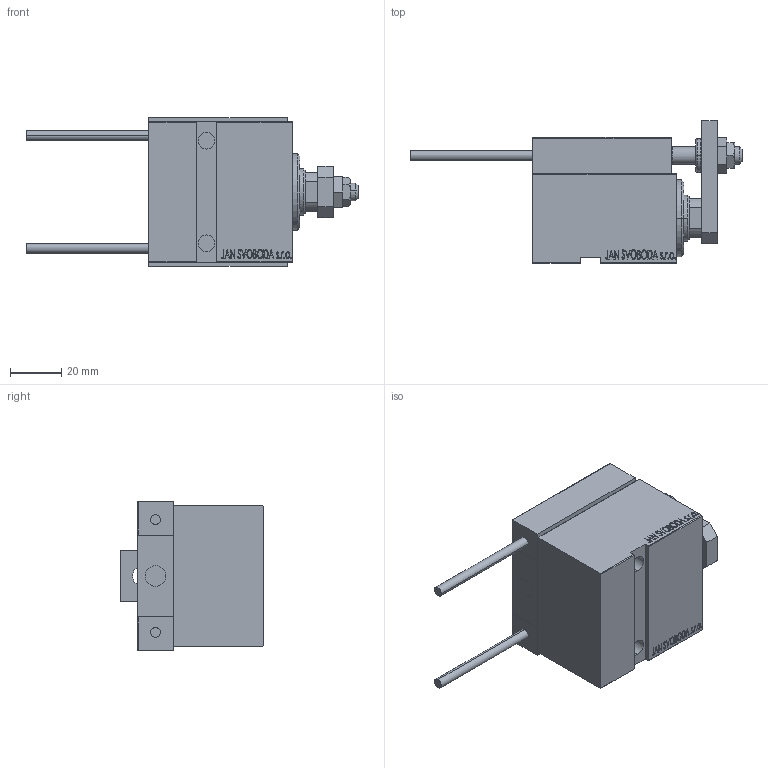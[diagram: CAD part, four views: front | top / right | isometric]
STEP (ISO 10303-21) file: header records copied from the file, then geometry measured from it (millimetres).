
FILE_DESCRIPTION (( 'STEP AP203' ), '1' );
FILE_NAME ('6b81.STEP', '2021-11-02T01:26:51', ( '' ), ( '' ), 'SwSTEP 2.0', 'SolidWorks 2019', '' );
FILE_SCHEMA (( 'CONFIG_CONTROL_DESIGN' ));
Length unit declared in the file: millimetre
Products named in the file (16): KONCOVKA 6a9525b26df288dee5e51c2cfae393cc; Block 6a9525b26df288dee5e51c2cfae393cc; TYC_L79 6a9525b26df288dee5e51c2cfae393cc; V450CM_E 6a9525b26df288dee5e51c2cfae393cc; ZARAZKA 6a9525b26df288dee5e51c2cfae393cc; NUT_D12 6a9525b26df288dee5e51c2cfae393cc; SWITCH_X_FRONT_BACK 6a9525b26df288dee5e51c2cfae393cc; ALLEN BOLT D5 6a9525b26df288dee5e51c2cfae393cc; SWITCH X 6a9525b26df288dee5e51c2cfae393cc; V450CM_VC_B 6a9525b26df288dee5e51c2cfae393cc; V450CM_E_VCP 6a9525b26df288dee5e51c2cfae393cc; 6b81; ALLEN BOLT D8 6a9525b26df288dee5e51c2cfae393cc; MAGNET 6a9525b26df288dee5e51c2cfae393cc; NUT_D10 6a9525b26df288dee5e51c2cfae393cc; SWITCH DIM B,W 6a9525b26df288dee5e51c2cfae393cc
Assembly tree (25 placements, depth 3):
  6b81
    V450CM_E 6a9525b26df288dee5e51c2cfae393cc
    V450CM_E_VCP 6a9525b26df288dee5e51c2cfae393cc
    V450CM_VC_B 6a9525b26df288dee5e51c2cfae393cc
    SWITCH X 6a9525b26df288dee5e51c2cfae393cc
      SWITCH_X_FRONT_BACK 6a9525b26df288dee5e51c2cfae393cc  x2
      TYC_L79 6a9525b26df288dee5e51c2cfae393cc
      Block 6a9525b26df288dee5e51c2cfae393cc  x2
      ALLEN BOLT D5 6a9525b26df288dee5e51c2cfae393cc  x4
      ALLEN BOLT D8 6a9525b26df288dee5e51c2cfae393cc  x4
      MAGNET 6a9525b26df288dee5e51c2cfae393cc  x2
      KONCOVKA 6a9525b26df288dee5e51c2cfae393cc  x2
    SWITCH DIM B,W 6a9525b26df288dee5e51c2cfae393cc
    ZARAZKA 6a9525b26df288dee5e51c2cfae393cc
    NUT_D10 6a9525b26df288dee5e51c2cfae393cc
    NUT_D12 6a9525b26df288dee5e51c2cfae393cc
Bounding box: 129.7 x 55.5 x 58 mm (x, y, z)
Volume: 150542 mm3; surface area: 51624.3 mm2
Topology: 24 solids, 24 shells, 1270 faces, 3046 edges, 1946 vertices
Faces by surface type: plane 565, bspline 380, cylinder 164, cone 113, torus 44, sphere 4
Entity records: 49373 total; most frequent: CARTESIAN_POINT 25308, ORIENTED_EDGE 5112, DIRECTION 3369, EDGE_CURVE 2556, VERTEX_POINT 1670, LINE 1491, VECTOR 1491, EDGE_LOOP 1168
